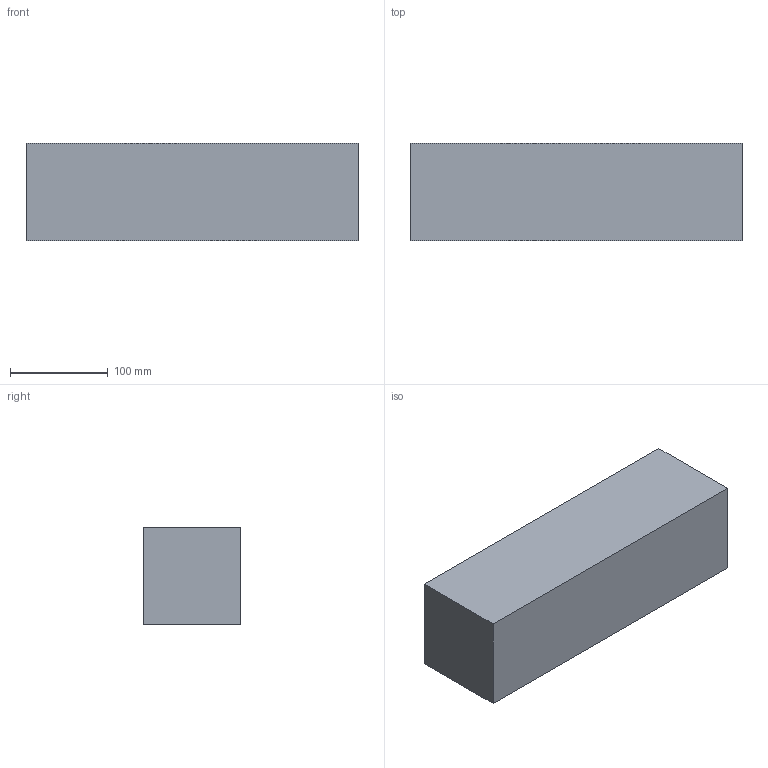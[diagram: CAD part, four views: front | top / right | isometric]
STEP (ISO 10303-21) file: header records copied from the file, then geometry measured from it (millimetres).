
FILE_DESCRIPTION (( 'STEP AP203' ), '1' );
FILE_NAME ('×°ÅäÌå2.STEP', '2025-06-13T12:05:47', ( '' ), ( '' ), 'SwSTEP 2.0', 'SolidWorks 2024', '' );
FILE_SCHEMA (( 'CONFIG_CONTROL_DESIGN' ));
Length unit declared in the file: millimetre
Products named in the file (7): 零件2; 零件3; 零件4; 零件1; 装配体2; 零件5; cubesat底座
Assembly tree (10 placements, depth 2):
  装配体2
    cubesat底座
    零件2  x2
    零件5
    零件3  x2
    零件4  x2
    零件1  x2
Bounding box: 340.5 x 100 x 100 mm (x, y, z)
Volume: 855395.6 mm3; surface area: 329578.5 mm2
Topology: 10 solids, 10 shells, 183 faces, 420 edges, 280 vertices
Faces by surface type: plane 127, cylinder 56
Entity records: 3765 total; most frequent: DIRECTION 526, CARTESIAN_POINT 506, ORIENTED_EDGE 468, EDGE_CURVE 234, AXIS2_PLACEMENT_3D 176, LINE 174, VECTOR 174, VERTEX_POINT 156
